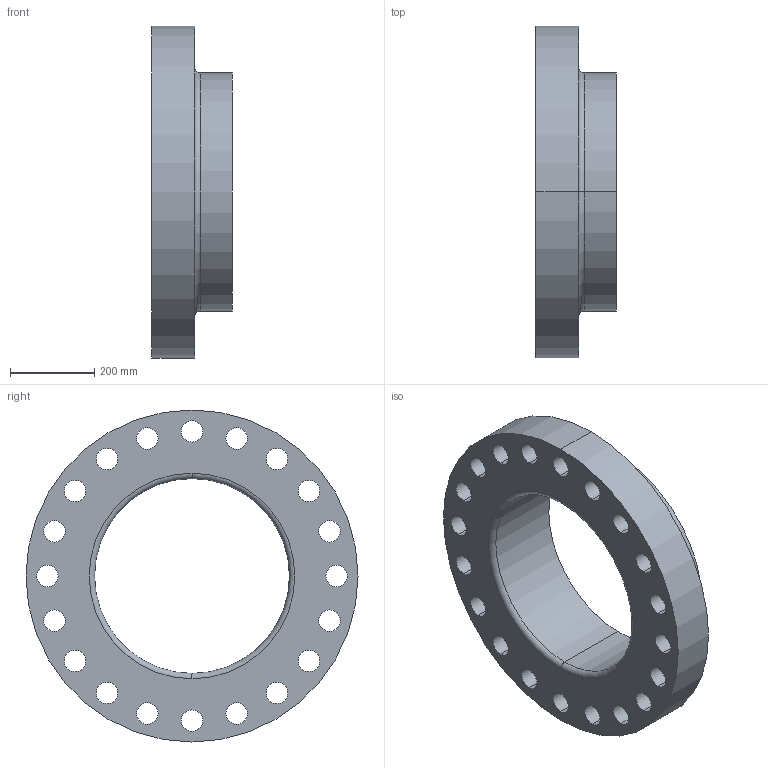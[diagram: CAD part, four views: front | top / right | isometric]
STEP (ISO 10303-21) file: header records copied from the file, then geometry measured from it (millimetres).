
FILE_DESCRIPTION (( 'STEP AP203' ), '1' );
FILE_NAME ('18_900_B165_LJF.STEP', '2024-01-10T03:08:00', ( '' ), ( '' ), 'SwSTEP 2.0', 'SolidWorks 2023', '' );
FILE_SCHEMA (( 'CONFIG_CONTROL_DESIGN' ));
Length unit declared in the file: inch
Products named in the file (1): 18_900_B165_LJF
Bounding box: 190.5 x 787.4 x 787.4 mm (x, y, z)
Volume: 35737180.7 mm3; surface area: 1550082 mm2
Topology: 1 solids, 1 shells, 53 faces, 146 edges, 96 vertices
Faces by surface type: cylinder 46, torus 4, plane 3
Entity records: 1911 total; most frequent: DIRECTION 354, CARTESIAN_POINT 296, ORIENTED_EDGE 292, AXIS2_PLACEMENT_3D 154, EDGE_CURVE 146, CIRCLE 100, VERTEX_POINT 96, EDGE_LOOP 96
